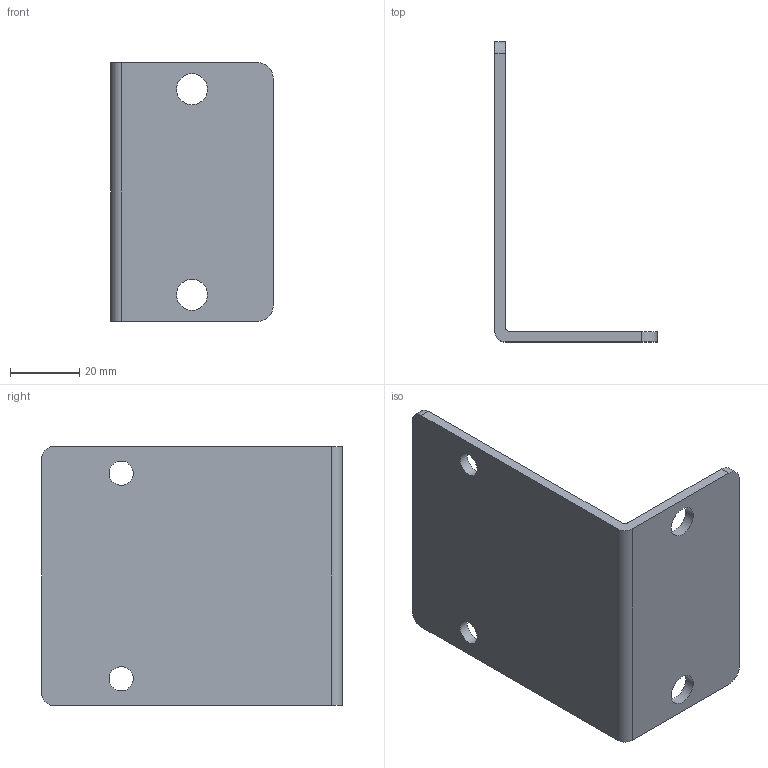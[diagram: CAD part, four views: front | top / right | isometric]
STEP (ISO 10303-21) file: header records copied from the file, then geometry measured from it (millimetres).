
FILE_DESCRIPTION(/* description */ ('STEP AP214'),/* implementation_level */ '2;1');
FILE_NAME(/* name */ '9771_HRM-3',/* time_stamp */ '2024-08-29T09:42:03+02:00',/* author */ ('License CC BY-ND 4.0'),/* organization */ ('CADENAS'),/* preprocessor_version */ 'ST-DEVELOPER v19.3',/* originating_system */ 'PARTsolutions',/* authorisation */ ' ');
FILE_SCHEMA (('AUTOMOTIVE_DESIGN {1 0 10303 214 3 1 1}'));
Length unit declared in the file: millimetre
Products named in the file (1): 9771 HRM-3
Bounding box: 47 x 87 x 75 mm (x, y, z)
Volume: 28711.9 mm3; surface area: 20582.9 mm2
Topology: 1 solids, 1 shells, 18 faces, 50 edges, 34 vertices
Faces by surface type: cylinder 10, plane 8
Full cylindrical faces by diameter (mm): 7 x2, 9 x2
Entity records: 598 total; most frequent: DIRECTION 102, CARTESIAN_POINT 95, ORIENTED_EDGE 88, EDGE_CURVE 44, AXIS2_PLACEMENT_3D 39, VERTEX_POINT 32, EDGE_LOOP 30, FACE_BOUND 30
